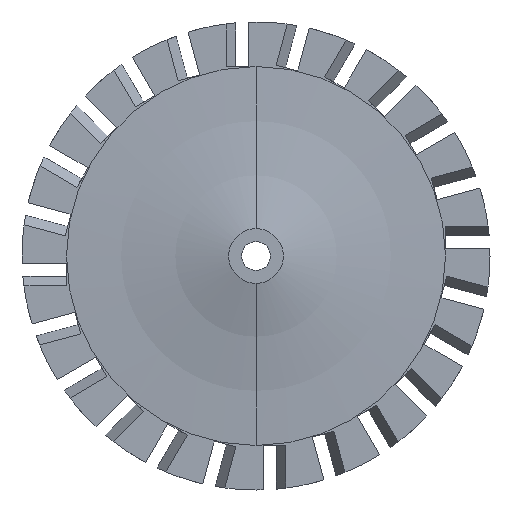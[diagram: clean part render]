
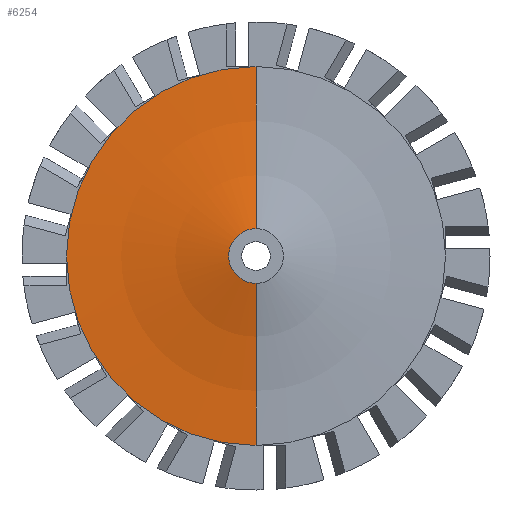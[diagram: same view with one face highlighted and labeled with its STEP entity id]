
A CAD part, front view. The second image highlights one B-rep face of the part: STEP entity #6254.
In plain terms, the highlighted toroidal (fillet/blend) face has major radius 65.913 mm and minor radius 204.259 mm.
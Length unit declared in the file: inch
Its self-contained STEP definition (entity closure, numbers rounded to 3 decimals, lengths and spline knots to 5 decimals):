
#230 = CARTESIAN_POINT ( 'NONE',  ( 0., -0.1875, 0. ) ) ;
#302 = DIRECTION ( 'NONE',  ( 0., -1., 0. ) ) ;
#311 = CIRCLE ( 'NONE', #1016, 8.04169 ) ;
#464 = CARTESIAN_POINT ( 'NONE',  ( 0., -0.5, -0.375 ) ) ;
#603 = DIRECTION ( 'NONE',  ( -1., 0., 0. ) ) ;
#658 = DIRECTION ( 'NONE',  ( 0., 0., -1. ) ) ;
#688 = EDGE_CURVE ( 'NONE', #5474, #5003, #3923, .T. ) ;
#795 = AXIS2_PLACEMENT_3D ( 'NONE', #4616, #302, #1293 ) ;
#924 = DIRECTION ( 'NONE',  ( 1., 0., 0. ) ) ;
#1016 = AXIS2_PLACEMENT_3D ( 'NONE', #5089, #603, #5051 ) ;
#1293 = DIRECTION ( 'NONE',  ( 0., 0., -1. ) ) ;
#1397 = CARTESIAN_POINT ( 'NONE',  ( 0., -0.1875, 2.595 ) ) ;
#1402 = CARTESIAN_POINT ( 'NONE',  ( 0., -0.1875, -2.595 ) ) ;
#1781 = AXIS2_PLACEMENT_3D ( 'NONE', #5764, #924, #5216 ) ;
#1838 = DIRECTION ( 'NONE',  ( 0., -1., 0. ) ) ;
#1867 = EDGE_CURVE ( 'NONE', #5003, #3886, #311, .T. ) ;
#2023 = ORIENTED_EDGE ( 'NONE', *, *, #6997, .T. ) ;
#2176 = CARTESIAN_POINT ( 'NONE',  ( 0., -0.5, 0.375 ) ) ;
#2466 = EDGE_LOOP ( 'NONE', ( #6082, #3673, #2023, #2796 ) ) ;
#2713 = TOROIDAL_SURFACE ( 'NONE', #6736, 2.595, 8.04169 ) ;
#2796 = ORIENTED_EDGE ( 'NONE', *, *, #1867, .F. ) ;
#3443 = FACE_OUTER_BOUND ( 'NONE', #2466, .T. ) ;
#3673 = ORIENTED_EDGE ( 'NONE', *, *, #6019, .T. ) ;
#3886 = VERTEX_POINT ( 'NONE', #1402 ) ;
#3923 = CIRCLE ( 'NONE', #795, 0.375 ) ;
#4058 = DIRECTION ( 'NONE',  ( 0., -1., 0. ) ) ;
#4616 = CARTESIAN_POINT ( 'NONE',  ( 0., -0.5, 0. ) ) ;
#5003 = VERTEX_POINT ( 'NONE', #464 ) ;
#5051 = DIRECTION ( 'NONE',  ( 0., 0., 1. ) ) ;
#5089 = CARTESIAN_POINT ( 'NONE',  ( 0., -8.22919, -2.595 ) ) ;
#5216 = DIRECTION ( 'NONE',  ( 0., 0., -1. ) ) ;
#5474 = VERTEX_POINT ( 'NONE', #2176 ) ;
#5649 = CARTESIAN_POINT ( 'NONE',  ( 0., -8.22919, 0. ) ) ;
#5729 = DIRECTION ( 'NONE',  ( 0., 0., -1. ) ) ;
#5764 = CARTESIAN_POINT ( 'NONE',  ( 0., -8.22919, 2.595 ) ) ;
#6019 = EDGE_CURVE ( 'NONE', #5474, #7071, #7087, .T. ) ;
#6082 = ORIENTED_EDGE ( 'NONE', *, *, #688, .F. ) ;
#6254 = ADVANCED_FACE ( 'NONE', ( #3443 ), #2713, .F. ) ;
#6517 = CIRCLE ( 'NONE', #7097, 2.595 ) ;
#6736 = AXIS2_PLACEMENT_3D ( 'NONE', #5649, #4058, #658 ) ;
#6997 = EDGE_CURVE ( 'NONE', #7071, #3886, #6517, .T. ) ;
#7071 = VERTEX_POINT ( 'NONE', #1397 ) ;
#7087 = CIRCLE ( 'NONE', #1781, 8.04169 ) ;
#7097 = AXIS2_PLACEMENT_3D ( 'NONE', #230, #1838, #5729 ) ;
